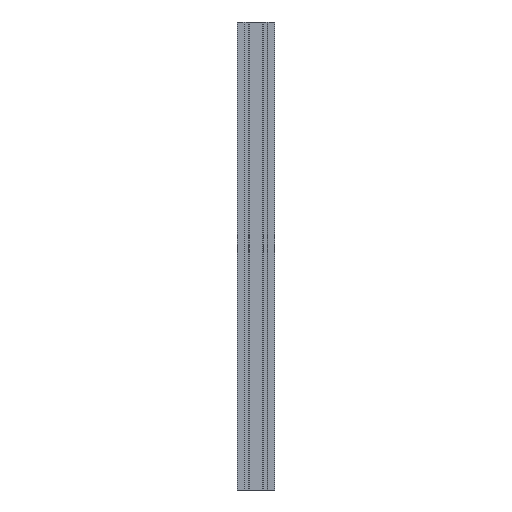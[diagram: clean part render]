
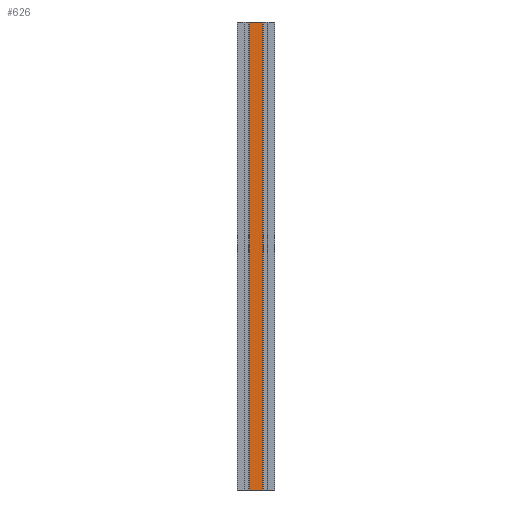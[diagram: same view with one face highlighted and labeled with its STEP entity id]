
A CAD part, front view. The second image highlights one B-rep face of the part: STEP entity #626.
In plain terms, the highlighted planar face has unit normal (0, -1, 0).
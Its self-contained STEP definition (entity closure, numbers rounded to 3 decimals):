
#210 = CARTESIAN_POINT ( 'NONE',  ( 14.5, -20., 500. ) ) ;
#344 = DIRECTION ( 'NONE',  ( 1., 0., 0. ) ) ;
#493 = CARTESIAN_POINT ( 'NONE',  ( 14.5, -20., 500. ) ) ;
#573 = EDGE_LOOP ( 'NONE', ( #2193, #1496, #5161, #1413 ) ) ;
#626 = ADVANCED_FACE ( 'NONE', ( #7161 ), #5389, .F. ) ;
#732 = DIRECTION ( 'NONE',  ( -1., 0., 0. ) ) ;
#1252 = LINE ( 'NONE', #1360, #3260 ) ;
#1315 = EDGE_CURVE ( 'NONE', #1569, #6631, #2310, .T. ) ;
#1360 = CARTESIAN_POINT ( 'NONE',  ( 14.5, -20., -500. ) ) ;
#1413 = ORIENTED_EDGE ( 'NONE', *, *, #7233, .T. ) ;
#1455 = VERTEX_POINT ( 'NONE', #5870 ) ;
#1496 = ORIENTED_EDGE ( 'NONE', *, *, #1315, .F. ) ;
#1569 = VERTEX_POINT ( 'NONE', #210 ) ;
#1763 = VECTOR ( 'NONE', #344, 1000. ) ;
#2193 = ORIENTED_EDGE ( 'NONE', *, *, #5031, .T. ) ;
#2217 = EDGE_CURVE ( 'NONE', #1455, #1569, #7344, .T. ) ;
#2310 = LINE ( 'NONE', #2727, #2406 ) ;
#2406 = VECTOR ( 'NONE', #6942, 1000. ) ;
#2484 = DIRECTION ( 'NONE',  ( 0., 1., 0. ) ) ;
#2727 = CARTESIAN_POINT ( 'NONE',  ( 14.5, -20., 500. ) ) ;
#3166 = DIRECTION ( 'NONE',  ( 0., 0., -1. ) ) ;
#3260 = VECTOR ( 'NONE', #3690, 1000. ) ;
#3453 = VECTOR ( 'NONE', #3166, 1000. ) ;
#3690 = DIRECTION ( 'NONE',  ( 1., 0., 0. ) ) ;
#3777 = VERTEX_POINT ( 'NONE', #7024 ) ;
#5031 = EDGE_CURVE ( 'NONE', #3777, #6631, #1252, .T. ) ;
#5161 = ORIENTED_EDGE ( 'NONE', *, *, #2217, .F. ) ;
#5389 = PLANE ( 'NONE',  #6428 ) ;
#5570 = LINE ( 'NONE', #6043, #3453 ) ;
#5870 = CARTESIAN_POINT ( 'NONE',  ( -14.5, -20., 500. ) ) ;
#5971 = CARTESIAN_POINT ( 'NONE',  ( 14.5, -20., 500. ) ) ;
#6043 = CARTESIAN_POINT ( 'NONE',  ( -14.5, -20., 500. ) ) ;
#6413 = CARTESIAN_POINT ( 'NONE',  ( 14.5, -20., -500. ) ) ;
#6428 = AXIS2_PLACEMENT_3D ( 'NONE', #5971, #2484, #732 ) ;
#6631 = VERTEX_POINT ( 'NONE', #6413 ) ;
#6942 = DIRECTION ( 'NONE',  ( 0., 0., -1. ) ) ;
#7024 = CARTESIAN_POINT ( 'NONE',  ( -14.5, -20., -500. ) ) ;
#7161 = FACE_OUTER_BOUND ( 'NONE', #573, .T. ) ;
#7233 = EDGE_CURVE ( 'NONE', #1455, #3777, #5570, .T. ) ;
#7344 = LINE ( 'NONE', #493, #1763 ) ;
